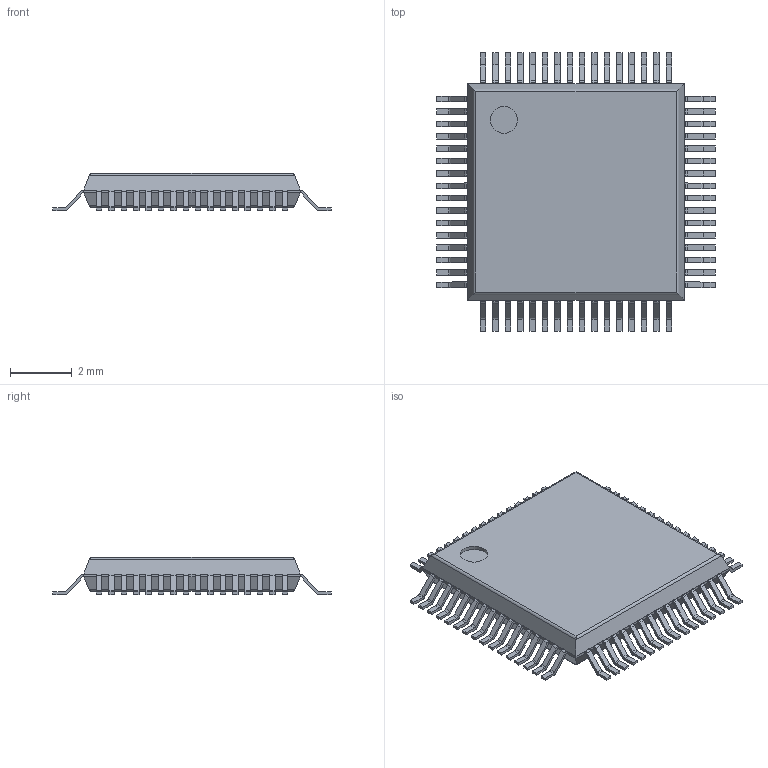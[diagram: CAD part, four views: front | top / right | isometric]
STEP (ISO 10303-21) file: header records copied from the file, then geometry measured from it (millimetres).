
FILE_DESCRIPTION(('FreeCAD Model'),'2;1');
FILE_NAME('366289.2.1.stp','2021-01-26T11:17:26',( 'Author'),(''),'Open CASCADE STEP processor 6.9','FreeCAD','Unknown' );
FILE_SCHEMA(('AUTOMOTIVE_DESIGN { 1 0 10303 214 1 1 1 1 }'));
Length unit declared in the file: millimetre
Products named in the file (4): ASSEMBLY; Body; PinsArrayLR; PinsArrayTB
Assembly tree (3 placements, depth 2):
  ASSEMBLY
    Body
    PinsArrayLR
    PinsArrayTB
Bounding box: 9 x 9 x 1.2 mm (x, y, z)
Volume: 52.3 mm3; surface area: 163.8 mm2
Topology: 65 solids, 65 shells, 856 faces, 2159 edges, 1434 vertices
Faces by surface type: plane 655, cylinder 201
Full cylindrical faces by diameter (mm): 0.875 x1
Entity records: 54626 total; most frequent: CARTESIAN_POINT 10179, DIRECTION 8255, LINE 5553, VECTOR 5553, ORIENTED_EDGE 4318, PCURVE 4318, DEFINITIONAL_REPRESENTATION 4318, EDGE_CURVE 2159
